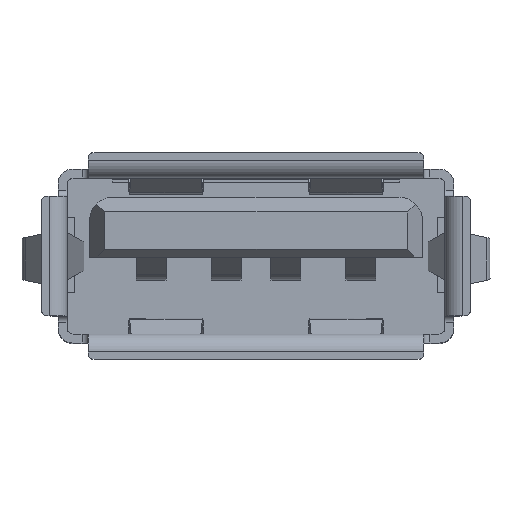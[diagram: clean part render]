
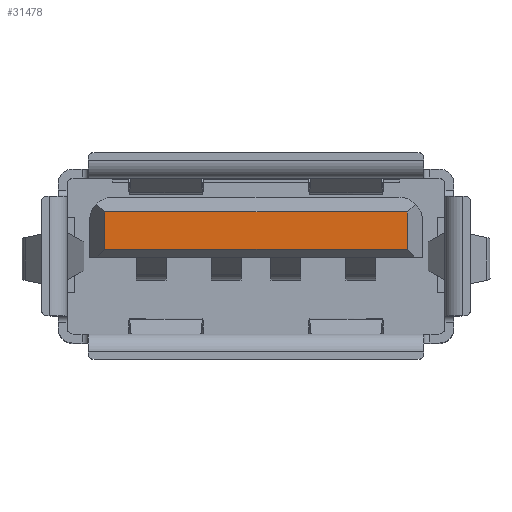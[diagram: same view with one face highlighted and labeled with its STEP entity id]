
A CAD part, top view. The second image highlights one B-rep face of the part: STEP entity #31478.
In plain terms, the highlighted planar face has unit normal (0, 0, 1).
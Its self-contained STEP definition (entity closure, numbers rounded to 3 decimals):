
#1243 = CARTESIAN_POINT ( 'NONE',  ( 5.05, 0., 7.4 ) ) ;
#2063 = EDGE_CURVE ( 'NONE', #7230, #28721, #14874, .T. ) ;
#2196 = VERTEX_POINT ( 'NONE', #22479 ) ;
#4993 = ORIENTED_EDGE ( 'NONE', *, *, #2063, .F. ) ;
#5007 = ORIENTED_EDGE ( 'NONE', *, *, #17298, .F. ) ;
#5630 = DIRECTION ( 'NONE',  ( 0., 1., 0. ) ) ;
#6700 = FACE_OUTER_BOUND ( 'NONE', #13442, .T. ) ;
#7230 = VERTEX_POINT ( 'NONE', #17660 ) ;
#8244 = CARTESIAN_POINT ( 'NONE',  ( 0., 0.218, 7.4 ) ) ;
#9358 = VECTOR ( 'NONE', #5630, 1000. ) ;
#11823 = ORIENTED_EDGE ( 'NONE', *, *, #17816, .F. ) ;
#11839 = PLANE ( 'NONE',  #26188 ) ;
#12118 = ORIENTED_EDGE ( 'NONE', *, *, #31752, .F. ) ;
#12518 = DIRECTION ( 'NONE',  ( 1., 0., 0. ) ) ;
#13442 = EDGE_LOOP ( 'NONE', ( #12118, #4993, #5007, #11823 ) ) ;
#13804 = CARTESIAN_POINT ( 'NONE',  ( -5.05, 0., 7.4 ) ) ;
#14874 = LINE ( 'NONE', #24993, #16170 ) ;
#16170 = VECTOR ( 'NONE', #22518, 1000. ) ;
#16310 = LINE ( 'NONE', #13804, #9358 ) ;
#17267 = LINE ( 'NONE', #8244, #19002 ) ;
#17298 = EDGE_CURVE ( 'NONE', #31620, #7230, #16310, .T. ) ;
#17660 = CARTESIAN_POINT ( 'NONE',  ( -5.05, 1.468, 7.4 ) ) ;
#17709 = CARTESIAN_POINT ( 'NONE',  ( 0., 0., 7.4 ) ) ;
#17816 = EDGE_CURVE ( 'NONE', #2196, #31620, #17267, .T. ) ;
#18516 = LINE ( 'NONE', #1243, #32673 ) ;
#19002 = VECTOR ( 'NONE', #28319, 1000. ) ;
#21157 = DIRECTION ( 'NONE',  ( 0., -1., 0. ) ) ;
#22479 = CARTESIAN_POINT ( 'NONE',  ( 5.05, 0.218, 7.4 ) ) ;
#22518 = DIRECTION ( 'NONE',  ( 1., 0., 0. ) ) ;
#24993 = CARTESIAN_POINT ( 'NONE',  ( 0., 1.468, 7.4 ) ) ;
#26188 = AXIS2_PLACEMENT_3D ( 'NONE', #17709, #32538, #12518 ) ;
#26313 = CARTESIAN_POINT ( 'NONE',  ( -5.05, 0.218, 7.4 ) ) ;
#28319 = DIRECTION ( 'NONE',  ( -1., 0., 0. ) ) ;
#28721 = VERTEX_POINT ( 'NONE', #30429 ) ;
#30429 = CARTESIAN_POINT ( 'NONE',  ( 5.05, 1.468, 7.4 ) ) ;
#31478 = ADVANCED_FACE ( 'NONE', ( #6700 ), #11839, .T. ) ;
#31620 = VERTEX_POINT ( 'NONE', #26313 ) ;
#31752 = EDGE_CURVE ( 'NONE', #28721, #2196, #18516, .T. ) ;
#32538 = DIRECTION ( 'NONE',  ( 0., 0., 1. ) ) ;
#32673 = VECTOR ( 'NONE', #21157, 1000. ) ;
